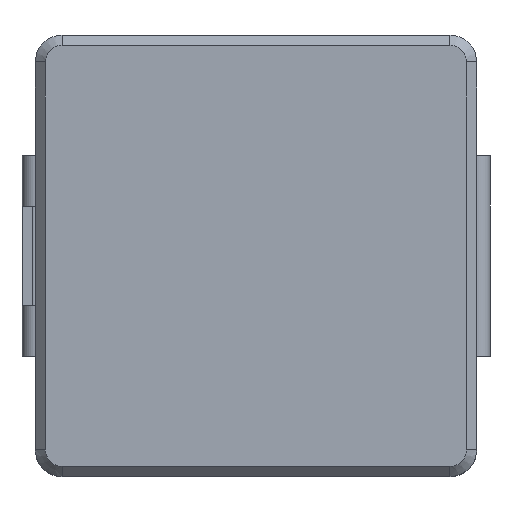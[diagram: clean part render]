
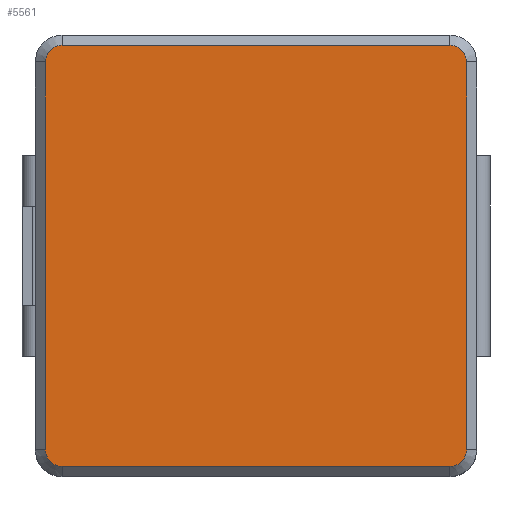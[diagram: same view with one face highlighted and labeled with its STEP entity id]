
A CAD part, top view. The second image highlights one B-rep face of the part: STEP entity #5561.
In plain terms, the highlighted planar face has unit normal (0, 0, 1).
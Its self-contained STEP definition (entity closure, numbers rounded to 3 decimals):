
#19 = AXIS2_PLACEMENT_3D ( 'NONE', #7122, #11494, #13393 ) ;
#488 = ORIENTED_EDGE ( 'NONE', *, *, #8944, .T. ) ;
#953 = VERTEX_POINT ( 'NONE', #2832 ) ;
#961 = EDGE_CURVE ( 'NONE', #11424, #2406, #10010, .T. ) ;
#1036 = CARTESIAN_POINT ( 'NONE',  ( 3.15, 2.9, 3.1 ) ) ;
#1038 = CARTESIAN_POINT ( 'NONE',  ( 2.9, -3.15, 3.1 ) ) ;
#1066 = EDGE_CURVE ( 'NONE', #11400, #3307, #5220, .T. ) ;
#1381 = ORIENTED_EDGE ( 'NONE', *, *, #3543, .T. ) ;
#1938 = CIRCLE ( 'NONE', #19, 0.25 ) ;
#2360 = EDGE_CURVE ( 'NONE', #11458, #11400, #12961, .T. ) ;
#2406 = VERTEX_POINT ( 'NONE', #3677 ) ;
#2787 = ORIENTED_EDGE ( 'NONE', *, *, #12899, .T. ) ;
#2791 = ORIENTED_EDGE ( 'NONE', *, *, #961, .T. ) ;
#2832 = CARTESIAN_POINT ( 'NONE',  ( 3.15, 2.9, 3.1 ) ) ;
#2879 = LINE ( 'NONE', #3960, #8915 ) ;
#2948 = CARTESIAN_POINT ( 'NONE',  ( -2.9, 3.15, 3.1 ) ) ;
#2957 = DIRECTION ( 'NONE',  ( 1., 0., 0. ) ) ;
#3214 = VERTEX_POINT ( 'NONE', #8102 ) ;
#3307 = VERTEX_POINT ( 'NONE', #11151 ) ;
#3481 = AXIS2_PLACEMENT_3D ( 'NONE', #5880, #8052, #2957 ) ;
#3543 = EDGE_CURVE ( 'NONE', #11903, #11458, #11304, .T. ) ;
#3677 = CARTESIAN_POINT ( 'NONE',  ( 3.15, -2.9, 3.1 ) ) ;
#3960 = CARTESIAN_POINT ( 'NONE',  ( 2.9, -3.15, 3.1 ) ) ;
#4252 = DIRECTION ( 'NONE',  ( 0., 1., 0. ) ) ;
#4628 = CARTESIAN_POINT ( 'NONE',  ( -2.9, -2.9, 3.1 ) ) ;
#4885 = EDGE_CURVE ( 'NONE', #3214, #11903, #7013, .T. ) ;
#5009 = AXIS2_PLACEMENT_3D ( 'NONE', #13152, #7973, #12265 ) ;
#5075 = VECTOR ( 'NONE', #5618, 1000. ) ;
#5220 = CIRCLE ( 'NONE', #12792, 0.25 ) ;
#5561 = ADVANCED_FACE ( 'NONE', ( #12386 ), #10101, .T. ) ;
#5618 = DIRECTION ( 'NONE',  ( 0., -1., 0. ) ) ;
#5880 = CARTESIAN_POINT ( 'NONE',  ( 2.9, -2.9, 3.1 ) ) ;
#6108 = DIRECTION ( 'NONE',  ( 1., 0., 0. ) ) ;
#6280 = VECTOR ( 'NONE', #4252, 1000. ) ;
#6374 = CARTESIAN_POINT ( 'NONE',  ( 0., 0., 3.1 ) ) ;
#6423 = DIRECTION ( 'NONE',  ( 0., 0., 1. ) ) ;
#7013 = LINE ( 'NONE', #2948, #8818 ) ;
#7122 = CARTESIAN_POINT ( 'NONE',  ( 2.9, 2.9, 3.1 ) ) ;
#7451 = CARTESIAN_POINT ( 'NONE',  ( -3.15, -2.9, 3.1 ) ) ;
#7973 = DIRECTION ( 'NONE',  ( 0., 0., 1. ) ) ;
#8052 = DIRECTION ( 'NONE',  ( 0., 0., 1. ) ) ;
#8102 = CARTESIAN_POINT ( 'NONE',  ( 2.9, 3.15, 3.1 ) ) ;
#8198 = CARTESIAN_POINT ( 'NONE',  ( -3.15, 2.9, 3.1 ) ) ;
#8260 = EDGE_LOOP ( 'NONE', ( #11924, #10503, #488, #2791, #11319, #2787, #9018, #1381 ) ) ;
#8419 = DIRECTION ( 'NONE',  ( 1., 0., 0. ) ) ;
#8818 = VECTOR ( 'NONE', #11241, 1000. ) ;
#8915 = VECTOR ( 'NONE', #6108, 1000. ) ;
#8944 = EDGE_CURVE ( 'NONE', #3307, #11424, #2879, .T. ) ;
#9018 = ORIENTED_EDGE ( 'NONE', *, *, #4885, .T. ) ;
#9048 = CARTESIAN_POINT ( 'NONE',  ( -3.15, -2.9, 3.1 ) ) ;
#9330 = DIRECTION ( 'NONE',  ( 0., 0., 1. ) ) ;
#9431 = EDGE_CURVE ( 'NONE', #2406, #953, #10849, .T. ) ;
#10010 = CIRCLE ( 'NONE', #3481, 0.25 ) ;
#10101 = PLANE ( 'NONE',  #13197 ) ;
#10236 = CARTESIAN_POINT ( 'NONE',  ( -2.9, 3.15, 3.1 ) ) ;
#10503 = ORIENTED_EDGE ( 'NONE', *, *, #1066, .T. ) ;
#10849 = LINE ( 'NONE', #1036, #6280 ) ;
#11151 = CARTESIAN_POINT ( 'NONE',  ( -2.9, -3.15, 3.1 ) ) ;
#11241 = DIRECTION ( 'NONE',  ( -1., 0., 0. ) ) ;
#11304 = CIRCLE ( 'NONE', #5009, 0.25 ) ;
#11319 = ORIENTED_EDGE ( 'NONE', *, *, #9431, .T. ) ;
#11400 = VERTEX_POINT ( 'NONE', #7451 ) ;
#11424 = VERTEX_POINT ( 'NONE', #1038 ) ;
#11458 = VERTEX_POINT ( 'NONE', #8198 ) ;
#11494 = DIRECTION ( 'NONE',  ( 0., 0., 1. ) ) ;
#11903 = VERTEX_POINT ( 'NONE', #10236 ) ;
#11924 = ORIENTED_EDGE ( 'NONE', *, *, #2360, .T. ) ;
#12265 = DIRECTION ( 'NONE',  ( 1., 0., 0. ) ) ;
#12386 = FACE_OUTER_BOUND ( 'NONE', #8260, .T. ) ;
#12792 = AXIS2_PLACEMENT_3D ( 'NONE', #4628, #6423, #12913 ) ;
#12899 = EDGE_CURVE ( 'NONE', #953, #3214, #1938, .T. ) ;
#12913 = DIRECTION ( 'NONE',  ( 1., 0., 0. ) ) ;
#12961 = LINE ( 'NONE', #9048, #5075 ) ;
#13152 = CARTESIAN_POINT ( 'NONE',  ( -2.9, 2.9, 3.1 ) ) ;
#13197 = AXIS2_PLACEMENT_3D ( 'NONE', #6374, #9330, #8419 ) ;
#13393 = DIRECTION ( 'NONE',  ( 1., 0., 0. ) ) ;
